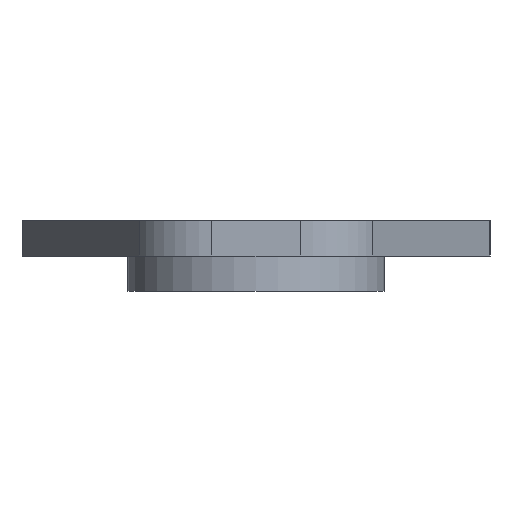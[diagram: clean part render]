
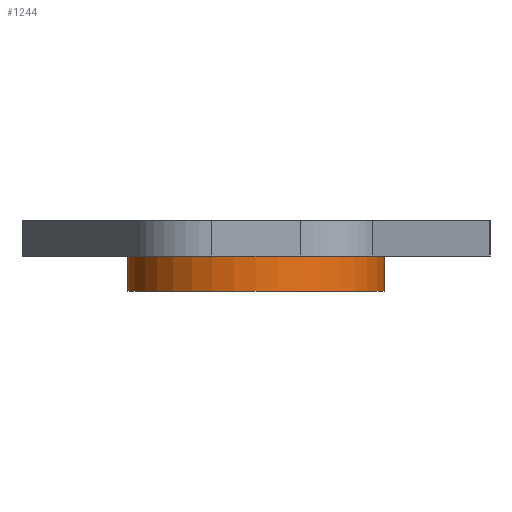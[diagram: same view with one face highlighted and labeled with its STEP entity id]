
A CAD part, left-side view. The second image highlights one B-rep face of the part: STEP entity #1244.
In plain terms, the highlighted cylindrical face has radius 11 mm (diameter 22 mm), a full revolution.
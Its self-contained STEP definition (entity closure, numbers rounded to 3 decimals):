
#137=FACE_OUTER_BOUND('',#210,.T.);
#210=EDGE_LOOP('',(#1062,#1063,#1064,#1065));
#370=LINE('',#1971,#508);
#508=VECTOR('',#1612,11.);
#529=CIRCLE('',#1280,11.);
#544=CIRCLE('',#1336,11.);
#564=VERTEX_POINT('',#1706);
#654=VERTEX_POINT('',#1969);
#678=EDGE_CURVE('',#564,#564,#529,.T.);
#809=EDGE_CURVE('',#654,#654,#544,.T.);
#810=EDGE_CURVE('',#654,#564,#370,.T.);
#1062=ORIENTED_EDGE('',*,*,#809,.F.);
#1063=ORIENTED_EDGE('',*,*,#810,.T.);
#1064=ORIENTED_EDGE('',*,*,#678,.F.);
#1065=ORIENTED_EDGE('',*,*,#810,.F.);
#1191=CYLINDRICAL_SURFACE('',#1335,11.);
#1244=ADVANCED_FACE('',(#137),#1191,.T.);
#1280=AXIS2_PLACEMENT_3D('',#1708,#1382,#1383);
#1335=AXIS2_PLACEMENT_3D('',#1968,#1608,#1609);
#1336=AXIS2_PLACEMENT_3D('',#1970,#1610,#1611);
#1382=DIRECTION('center_axis',(0.,0.,1.));
#1383=DIRECTION('ref_axis',(1.,0.,0.));
#1608=DIRECTION('center_axis',(0.,0.,-1.));
#1609=DIRECTION('ref_axis',(1.,0.,0.));
#1610=DIRECTION('center_axis',(0.,0.,-1.));
#1611=DIRECTION('ref_axis',(1.,0.,0.));
#1612=DIRECTION('',(0.,0.,1.));
#1706=CARTESIAN_POINT('',(-107.,0.,0.));
#1708=CARTESIAN_POINT('Origin',(-96.,0.,0.));
#1968=CARTESIAN_POINT('Origin',(-96.,0.,0.));
#1969=CARTESIAN_POINT('',(-107.,0.,-3.));
#1970=CARTESIAN_POINT('Origin',(-96.,0.,-3.));
#1971=CARTESIAN_POINT('',(-107.,0.,0.));
